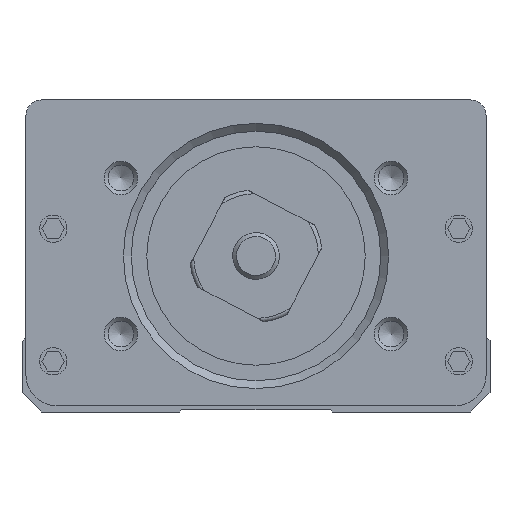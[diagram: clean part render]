
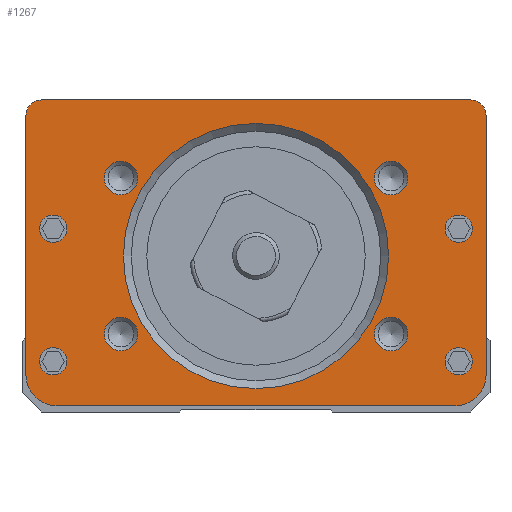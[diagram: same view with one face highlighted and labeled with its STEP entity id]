
A CAD part, front view. The second image highlights one B-rep face of the part: STEP entity #1267.
In plain terms, the highlighted face is planar.
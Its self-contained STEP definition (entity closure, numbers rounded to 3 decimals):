
#735=FACE_BOUND('',#3615,.T.);
#736=FACE_BOUND('',#3616,.T.);
#737=FACE_BOUND('',#3617,.T.);
#738=FACE_BOUND('',#3618,.T.);
#739=FACE_BOUND('',#3619,.T.);
#740=FACE_BOUND('',#3620,.T.);
#741=FACE_BOUND('',#3621,.T.);
#742=FACE_BOUND('',#3622,.T.);
#743=FACE_BOUND('',#3623,.T.);
#744=FACE_BOUND('',#3624,.T.);
#1267=ADVANCED_FACE('',(#735,#736,#737,#738,#739,#740,#741,#742,#743,#744),
#2209,.F.);
#2209=PLANE('',#16932);
#3615=EDGE_LOOP('',(#8323));
#3616=EDGE_LOOP('',(#8324));
#3617=EDGE_LOOP('',(#8325));
#3618=EDGE_LOOP('',(#8326));
#3619=EDGE_LOOP('',(#8327));
#3620=EDGE_LOOP('',(#8328));
#3621=EDGE_LOOP('',(#8329));
#3622=EDGE_LOOP('',(#8330));
#3623=EDGE_LOOP('',(#8331));
#3624=EDGE_LOOP('',(#8332,#8333,#8334,#8335,#8336,#8337,#8338,#8339));
#4929=LINE('',#23791,#6444);
#4975=LINE('',#23919,#6490);
#4977=LINE('',#23923,#6492);
#4997=LINE('',#23973,#6512);
#6444=VECTOR('',#18754,1.);
#6490=VECTOR('',#18848,1.);
#6492=VECTOR('',#18852,1.);
#6512=VECTOR('',#18898,1.);
#8323=ORIENTED_EDGE('',*,*,#14241,.T.);
#8324=ORIENTED_EDGE('',*,*,#14242,.T.);
#8325=ORIENTED_EDGE('',*,*,#14243,.T.);
#8326=ORIENTED_EDGE('',*,*,#14244,.T.);
#8327=ORIENTED_EDGE('',*,*,#14245,.T.);
#8328=ORIENTED_EDGE('',*,*,#14246,.T.);
#8329=ORIENTED_EDGE('',*,*,#14247,.T.);
#8330=ORIENTED_EDGE('',*,*,#14248,.T.);
#8331=ORIENTED_EDGE('',*,*,#14249,.T.);
#8332=ORIENTED_EDGE('',*,*,#14224,.F.);
#8333=ORIENTED_EDGE('',*,*,#14178,.F.);
#8334=ORIENTED_EDGE('',*,*,#14199,.F.);
#8335=ORIENTED_EDGE('',*,*,#14239,.F.);
#8336=ORIENTED_EDGE('',*,*,#14134,.F.);
#8337=ORIENTED_EDGE('',*,*,#14238,.F.);
#8338=ORIENTED_EDGE('',*,*,#14197,.F.);
#8339=ORIENTED_EDGE('',*,*,#14186,.F.);
#12537=VERTEX_POINT('',#23790);
#12538=VERTEX_POINT('',#23792);
#12578=VERTEX_POINT('',#23878);
#12579=VERTEX_POINT('',#23880);
#12586=VERTEX_POINT('',#23896);
#12587=VERTEX_POINT('',#23898);
#12592=VERTEX_POINT('',#23911);
#12596=VERTEX_POINT('',#23922);
#12621=VERTEX_POINT('',#24003);
#12622=VERTEX_POINT('',#24005);
#12623=VERTEX_POINT('',#24007);
#12624=VERTEX_POINT('',#24009);
#12625=VERTEX_POINT('',#24011);
#12626=VERTEX_POINT('',#24013);
#12627=VERTEX_POINT('',#24015);
#12628=VERTEX_POINT('',#24017);
#12629=VERTEX_POINT('',#24019);
#14134=EDGE_CURVE('',#12537,#12538,#4929,.T.);
#14178=EDGE_CURVE('',#12578,#12579,#16189,.T.);
#14186=EDGE_CURVE('',#12586,#12587,#16191,.T.);
#14197=EDGE_CURVE('',#12587,#12592,#4975,.T.);
#14199=EDGE_CURVE('',#12596,#12578,#4977,.T.);
#14224=EDGE_CURVE('',#12579,#12586,#4997,.T.);
#14238=EDGE_CURVE('',#12592,#12537,#16202,.T.);
#14239=EDGE_CURVE('',#12538,#12596,#16203,.T.);
#14241=EDGE_CURVE('',#12621,#12621,#16205,.T.);
#14242=EDGE_CURVE('',#12622,#12622,#16206,.T.);
#14243=EDGE_CURVE('',#12623,#12623,#16207,.T.);
#14244=EDGE_CURVE('',#12624,#12624,#16208,.T.);
#14245=EDGE_CURVE('',#12625,#12625,#16209,.T.);
#14246=EDGE_CURVE('',#12626,#12626,#16210,.T.);
#14247=EDGE_CURVE('',#12627,#12627,#16211,.T.);
#14248=EDGE_CURVE('',#12628,#12628,#16212,.T.);
#14249=EDGE_CURVE('',#12629,#12629,#16213,.T.);
#16189=CIRCLE('',#16889,4.);
#16191=CIRCLE('',#16893,4.);
#16202=CIRCLE('',#16917,2.);
#16203=CIRCLE('',#16919,2.);
#16205=CIRCLE('',#16923,2.15);
#16206=CIRCLE('',#16924,2.15);
#16207=CIRCLE('',#16925,2.15);
#16208=CIRCLE('',#16926,2.15);
#16209=CIRCLE('',#16927,17.);
#16210=CIRCLE('',#16928,1.75);
#16211=CIRCLE('',#16929,1.75);
#16212=CIRCLE('',#16930,1.75);
#16213=CIRCLE('',#16931,1.75);
#16889=AXIS2_PLACEMENT_3D('',#23879,#18818,#18819);
#16893=AXIS2_PLACEMENT_3D('',#23897,#18832,#18833);
#16917=AXIS2_PLACEMENT_3D('',#23996,#18921,#18922);
#16919=AXIS2_PLACEMENT_3D('',#23998,#18925,#18926);
#16923=AXIS2_PLACEMENT_3D('',#24002,#18933,#18934);
#16924=AXIS2_PLACEMENT_3D('',#24004,#18935,#18936);
#16925=AXIS2_PLACEMENT_3D('',#24006,#18937,#18938);
#16926=AXIS2_PLACEMENT_3D('',#24008,#18939,#18940);
#16927=AXIS2_PLACEMENT_3D('',#24010,#18941,#18942);
#16928=AXIS2_PLACEMENT_3D('',#24012,#18943,#18944);
#16929=AXIS2_PLACEMENT_3D('',#24014,#18945,#18946);
#16930=AXIS2_PLACEMENT_3D('',#24016,#18947,#18948);
#16931=AXIS2_PLACEMENT_3D('',#24018,#18949,#18950);
#16932=AXIS2_PLACEMENT_3D('',#24020,#18951,#18952);
#18754=DIRECTION('',(1.,0.,0.));
#18818=DIRECTION('',(0.,1.,0.));
#18819=DIRECTION('',(1.,0.,0.));
#18832=DIRECTION('',(0.,1.,0.));
#18833=DIRECTION('',(1.,0.,0.));
#18848=DIRECTION('',(0.,0.,1.));
#18852=DIRECTION('',(0.,0.,-1.));
#18898=DIRECTION('',(-1.,0.,0.));
#18921=DIRECTION('',(0.,1.,0.));
#18922=DIRECTION('',(0.,0.,1.));
#18925=DIRECTION('',(0.,1.,0.));
#18926=DIRECTION('',(0.,0.,1.));
#18933=DIRECTION('',(0.,1.,0.));
#18934=DIRECTION('',(0.,0.,1.));
#18935=DIRECTION('',(0.,1.,0.));
#18936=DIRECTION('',(0.,0.,1.));
#18937=DIRECTION('',(0.,1.,0.));
#18938=DIRECTION('',(0.,0.,1.));
#18939=DIRECTION('',(0.,1.,0.));
#18940=DIRECTION('',(0.,0.,1.));
#18941=DIRECTION('',(0.,1.,0.));
#18942=DIRECTION('',(0.,0.,1.));
#18943=DIRECTION('',(0.,1.,0.));
#18944=DIRECTION('',(0.,0.,1.));
#18945=DIRECTION('',(0.,1.,0.));
#18946=DIRECTION('',(0.,0.,1.));
#18947=DIRECTION('',(0.,1.,0.));
#18948=DIRECTION('',(0.,0.,1.));
#18949=DIRECTION('',(0.,1.,0.));
#18950=DIRECTION('',(0.,0.,1.));
#18951=DIRECTION('',(0.,1.,0.));
#18952=DIRECTION('',(0.,0.,-1.));
#23790=CARTESIAN_POINT('',(-27.5,-130.762,38.));
#23791=CARTESIAN_POINT('',(-25.5,-130.762,38.));
#23792=CARTESIAN_POINT('',(27.5,-130.762,38.));
#23878=CARTESIAN_POINT('',(29.5,-130.762,2.8));
#23879=CARTESIAN_POINT('',(25.5,-130.762,2.8));
#23880=CARTESIAN_POINT('',(25.5,-130.762,-1.2));
#23896=CARTESIAN_POINT('',(-25.5,-130.762,-1.2));
#23897=CARTESIAN_POINT('',(-25.5,-130.762,2.8));
#23898=CARTESIAN_POINT('',(-29.5,-130.762,2.8));
#23911=CARTESIAN_POINT('',(-29.5,-130.762,36.));
#23919=CARTESIAN_POINT('',(-29.5,-130.762,2.8));
#23922=CARTESIAN_POINT('',(29.5,-130.762,36.));
#23923=CARTESIAN_POINT('',(29.5,-130.762,39.));
#23973=CARTESIAN_POINT('',(25.5,-130.762,-1.2));
#23996=CARTESIAN_POINT('',(-27.5,-130.762,36.));
#23998=CARTESIAN_POINT('',(27.5,-130.762,36.));
#24002=CARTESIAN_POINT('',(-17.321,-130.762,28.));
#24003=CARTESIAN_POINT('',(-17.321,-130.762,30.15));
#24004=CARTESIAN_POINT('',(17.321,-130.762,8.));
#24005=CARTESIAN_POINT('',(17.321,-130.762,10.15));
#24006=CARTESIAN_POINT('',(17.321,-130.762,28.));
#24007=CARTESIAN_POINT('',(17.321,-130.762,30.15));
#24008=CARTESIAN_POINT('',(-17.321,-130.762,8.));
#24009=CARTESIAN_POINT('',(-17.321,-130.762,10.15));
#24010=CARTESIAN_POINT('',(0.,-130.762,18.));
#24011=CARTESIAN_POINT('',(0.,-130.762,35.));
#24012=CARTESIAN_POINT('',(-26.,-130.762,21.5));
#24013=CARTESIAN_POINT('',(-26.,-130.762,23.25));
#24014=CARTESIAN_POINT('',(-26.,-130.762,4.5));
#24015=CARTESIAN_POINT('',(-26.,-130.762,6.25));
#24016=CARTESIAN_POINT('',(26.,-130.762,4.5));
#24017=CARTESIAN_POINT('',(26.,-130.762,6.25));
#24018=CARTESIAN_POINT('',(26.,-130.762,21.5));
#24019=CARTESIAN_POINT('',(26.,-130.762,23.25));
#24020=CARTESIAN_POINT('',(-25.5,-130.762,2.8));
